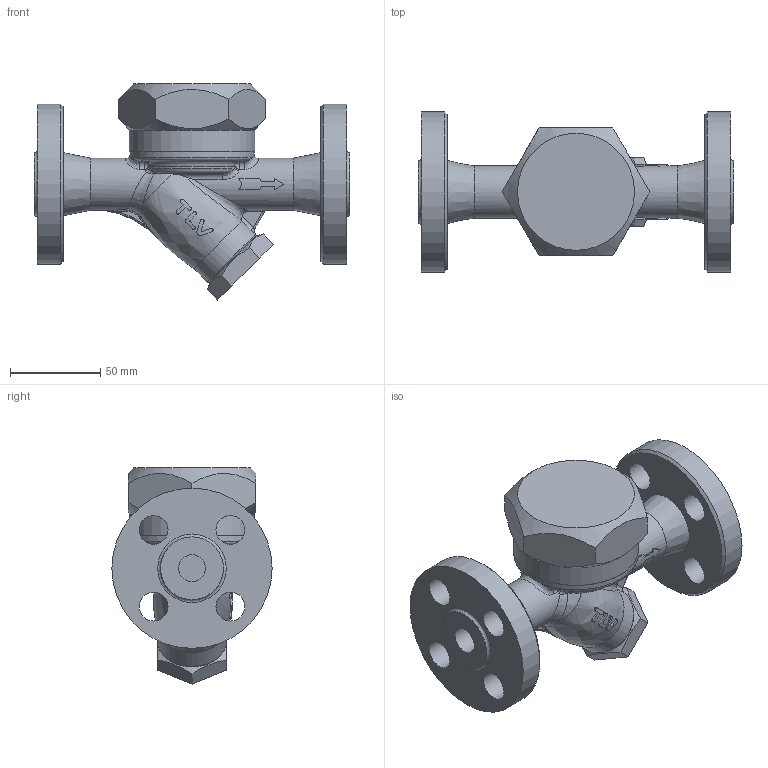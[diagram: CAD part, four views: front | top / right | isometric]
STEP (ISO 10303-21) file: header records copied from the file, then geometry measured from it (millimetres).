
FILE_DESCRIPTION((''),'2;1');
FILE_NAME('a3n00-015-a0150-00.stp','2010-12-09T13:02:59',('nakaot'),(''),'Autodesk Inventor 2008','Autodesk Inventor 2008','');
FILE_SCHEMA(('AUTOMOTIVE_DESIGN { 1 0 10303 214 1 1 1 1 }'));
Length unit declared in the file: millimetre
Products named in the file (1): a3n00-015-a0150-00
Bounding box: 175 x 89 x 120 mm (x, y, z)
Volume: 499528.1 mm3; surface area: 74345.5 mm2
Topology: 1 solids, 1 shells, 221 faces, 549 edges, 339 vertices
Faces by surface type: bspline 98, plane 59, cylinder 50, cone 8, torus 6
Full cylindrical faces by diameter (mm): 15 x1, 16 x4, 29 x2, 38 x1, 50 x1, 69 x1, 69.5 x1, 89 x1
Entity records: 13814 total; most frequent: CARTESIAN_POINT 9367, ORIENTED_EDGE 1014, DIRECTION 695, EDGE_CURVE 507, VERTEX_POINT 330, AXIS2_PLACEMENT_3D 288, EDGE_LOOP 279, FACE_OUTER_BOUND 221
